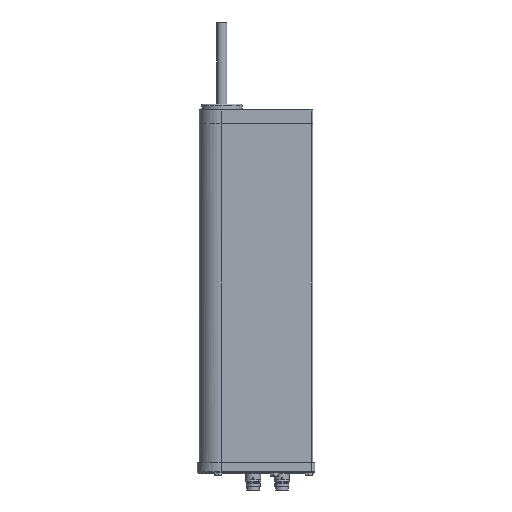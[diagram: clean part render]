
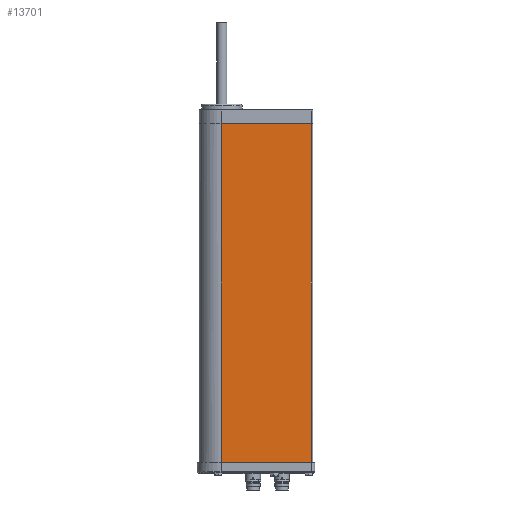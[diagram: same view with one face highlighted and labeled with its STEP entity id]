
A CAD part, left-side view. The second image highlights one B-rep face of the part: STEP entity #13701.
In plain terms, the highlighted face is planar.
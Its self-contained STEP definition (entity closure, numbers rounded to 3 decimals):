
#1700 = CARTESIAN_POINT ( 'NONE',  ( -41.5, 26.505, 414. ) ) ;
#1854 = AXIS2_PLACEMENT_3D ( 'NONE', #2654, #22949, #14566 ) ;
#2654 = CARTESIAN_POINT ( 'NONE',  ( 68.5, 26.5, 414. ) ) ;
#3122 = EDGE_CURVE ( 'NONE', #17328, #20549, #7509, .T. ) ;
#4305 = ORIENTED_EDGE ( 'NONE', *, *, #28967, .T. ) ;
#4852 = CARTESIAN_POINT ( 'NONE',  ( 68.5, 26.505, 414. ) ) ;
#5286 = ORIENTED_EDGE ( 'NONE', *, *, #21730, .F. ) ;
#6250 = CARTESIAN_POINT ( 'NONE',  ( -41.5, 26.505, 414. ) ) ;
#6680 = ORIENTED_EDGE ( 'NONE', *, *, #3122, .T. ) ;
#7088 = DIRECTION ( 'NONE',  ( 0., 0., -1. ) ) ;
#7509 = LINE ( 'NONE', #29617, #16674 ) ;
#7705 = VERTEX_POINT ( 'NONE', #4852 ) ;
#10709 = B_SPLINE_CURVE_WITH_KNOTS ( 'NONE', 3,
 ( #11404, #28848, #30831, #6250 ),
 .UNSPECIFIED., .F., .F.,
 ( 4, 4 ),
 ( 0., 1. ),
 .UNSPECIFIED. ) ;
#11404 = CARTESIAN_POINT ( 'NONE',  ( 68.5, 26.505, 414. ) ) ;
#12416 = CARTESIAN_POINT ( 'NONE',  ( 68.5, 26.5, 414. ) ) ;
#13447 = CARTESIAN_POINT ( 'NONE',  ( 68.5, 26.5, 0. ) ) ;
#13701 = ADVANCED_FACE ( 'NONE', ( #30383 ), #20345, .F. ) ;
#13755 = DIRECTION ( 'NONE',  ( 0., 0., -1. ) ) ;
#14566 = DIRECTION ( 'NONE',  ( 1., 0., 0. ) ) ;
#16674 = VECTOR ( 'NONE', #31904, 1000. ) ;
#17328 = VERTEX_POINT ( 'NONE', #13447 ) ;
#19661 = LINE ( 'NONE', #12416, #23360 ) ;
#20345 = PLANE ( 'NONE',  #1854 ) ;
#20549 = VERTEX_POINT ( 'NONE', #27045 ) ;
#21180 = CARTESIAN_POINT ( 'NONE',  ( -41.5, 26.5, 414. ) ) ;
#21424 = EDGE_LOOP ( 'NONE', ( #6680, #28989, #5286, #4305 ) ) ;
#21730 = EDGE_CURVE ( 'NONE', #7705, #25951, #10709, .T. ) ;
#22949 = DIRECTION ( 'NONE',  ( 0., -1., 0. ) ) ;
#23316 = VECTOR ( 'NONE', #13755, 1000. ) ;
#23360 = VECTOR ( 'NONE', #7088, 1000. ) ;
#23761 = LINE ( 'NONE', #21180, #23316 ) ;
#25951 = VERTEX_POINT ( 'NONE', #1700 ) ;
#27045 = CARTESIAN_POINT ( 'NONE',  ( -41.5, 26.5, 0. ) ) ;
#28508 = EDGE_CURVE ( 'NONE', #25951, #20549, #23761, .T. ) ;
#28848 = CARTESIAN_POINT ( 'NONE',  ( 31.833, 26.51, 414. ) ) ;
#28967 = EDGE_CURVE ( 'NONE', #7705, #17328, #19661, .T. ) ;
#28989 = ORIENTED_EDGE ( 'NONE', *, *, #28508, .F. ) ;
#29617 = CARTESIAN_POINT ( 'NONE',  ( 68.5, 26.5, 0. ) ) ;
#30383 = FACE_OUTER_BOUND ( 'NONE', #21424, .T. ) ;
#30831 = CARTESIAN_POINT ( 'NONE',  ( -4.833, 26.51, 414. ) ) ;
#31904 = DIRECTION ( 'NONE',  ( -1., 0., 0. ) ) ;
